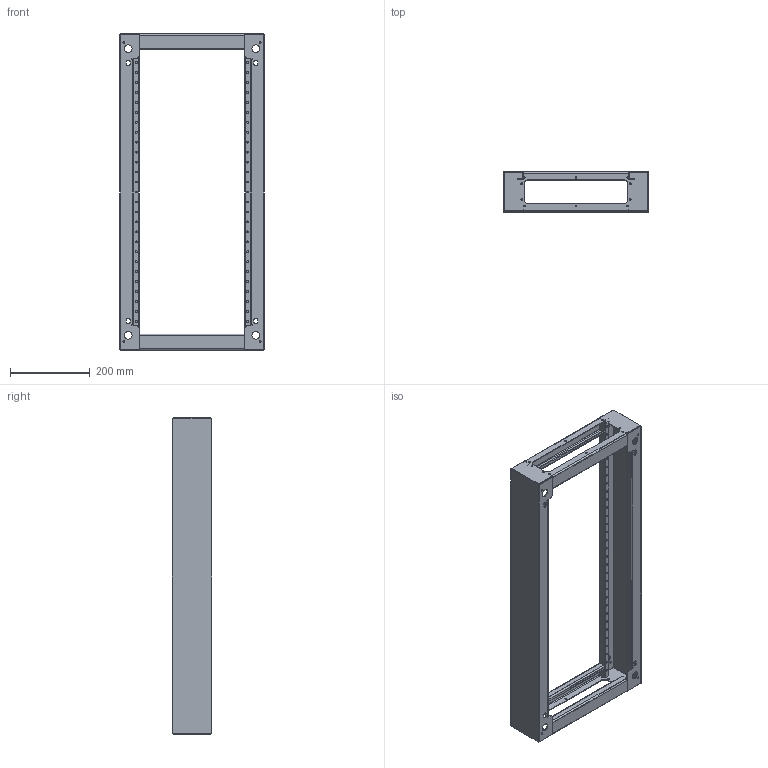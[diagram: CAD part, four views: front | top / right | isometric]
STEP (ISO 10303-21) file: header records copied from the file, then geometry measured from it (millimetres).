
FILE_DESCRIPTION (( 'STEP AP214' ), '1' );
FILE_NAME ('915.184.STEP', '2024-08-22T04:29:13', ( '' ), ( '' ), 'SwSTEP 2.0', 'SolidWorks 2021', '' );
FILE_SCHEMA (( 'AUTOMOTIVE_DESIGN' ));
Length unit declared in the file: millimetre
Products named in the file (3): 915.184; 915.184-02; 915.184-01
Assembly tree (4 placements, depth 2):
  915.184
    915.184-01  x2
    915.184-02  x2
Bounding box: 364 x 100 x 794 mm (x, y, z)
Volume: 901380.3 mm3; surface area: 921092.1 mm2
Topology: 4 solids, 4 shells, 520 faces, 1360 edges, 848 vertices
Faces by surface type: cylinder 296, plane 224
Entity records: 8338 total; most frequent: DIRECTION 1510, CARTESIAN_POINT 1371, ORIENTED_EDGE 1360, EDGE_CURVE 680, AXIS2_PLACEMENT_3D 563, VERTEX_POINT 424, VECTOR 384, LINE 384
